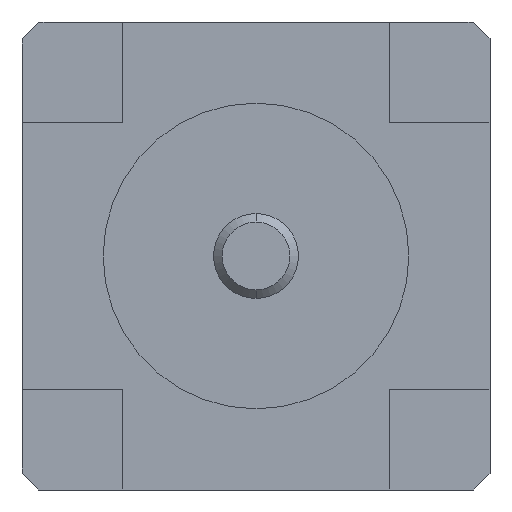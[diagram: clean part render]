
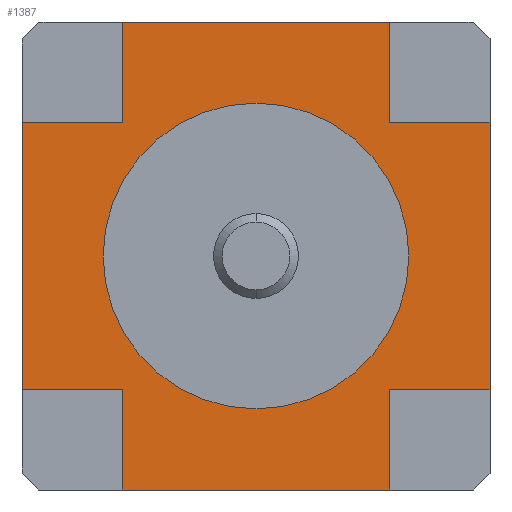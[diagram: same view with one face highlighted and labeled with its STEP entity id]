
A CAD part, front view. The second image highlights one B-rep face of the part: STEP entity #1387.
In plain terms, the highlighted planar face has unit normal (0, -1, 0).
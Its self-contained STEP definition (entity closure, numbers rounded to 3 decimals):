
#24 = ORIENTED_EDGE ( 'NONE', *, *, #311, .T. ) ;
#74 = CARTESIAN_POINT ( 'NONE',  ( 2., 1., 2. ) ) ;
#294 = VERTEX_POINT ( 'NONE', #3393 ) ;
#298 = ORIENTED_EDGE ( 'NONE', *, *, #1840, .T. ) ;
#311 = EDGE_CURVE ( 'NONE', #3019, #2011, #3160, .T. ) ;
#359 = DIRECTION ( 'NONE',  ( 0., 0., -1. ) ) ;
#383 = ORIENTED_EDGE ( 'NONE', *, *, #2552, .T. ) ;
#416 = VECTOR ( 'NONE', #2097, 1000. ) ;
#440 = EDGE_CURVE ( 'NONE', #587, #3019, #2234, .T. ) ;
#453 = LINE ( 'NONE', #1034, #2435 ) ;
#532 = EDGE_CURVE ( 'NONE', #294, #1586, #865, .T. ) ;
#547 = CARTESIAN_POINT ( 'NONE',  ( 2., 1., 3.5 ) ) ;
#570 = VERTEX_POINT ( 'NONE', #1903 ) ;
#587 = VERTEX_POINT ( 'NONE', #547 ) ;
#663 = DIRECTION ( 'NONE',  ( 0., 0., -1. ) ) ;
#664 = ORIENTED_EDGE ( 'NONE', *, *, #440, .T. ) ;
#670 = DIRECTION ( 'NONE',  ( 1., 0., 0. ) ) ;
#733 = VERTEX_POINT ( 'NONE', #3063 ) ;
#759 = AXIS2_PLACEMENT_3D ( 'NONE', #1606, #3233, #1112 ) ;
#781 = CARTESIAN_POINT ( 'NONE',  ( 2., 1., 2. ) ) ;
#862 = CARTESIAN_POINT ( 'NONE',  ( 0., 1., 2.286 ) ) ;
#865 = LINE ( 'NONE', #1871, #3140 ) ;
#868 = VERTEX_POINT ( 'NONE', #781 ) ;
#910 = DIRECTION ( 'NONE',  ( -1., 0., 0. ) ) ;
#926 = FACE_OUTER_BOUND ( 'NONE', #2437, .T. ) ;
#933 = DIRECTION ( 'NONE',  ( 0., -1., 0. ) ) ;
#945 = CARTESIAN_POINT ( 'NONE',  ( 3.5, 1., -2. ) ) ;
#981 = EDGE_CURVE ( 'NONE', #570, #3058, #2301, .T. ) ;
#989 = EDGE_LOOP ( 'NONE', ( #2134, #2059 ) ) ;
#1034 = CARTESIAN_POINT ( 'NONE',  ( 2., 1., -2. ) ) ;
#1037 = LINE ( 'NONE', #1732, #3110 ) ;
#1053 = DIRECTION ( 'NONE',  ( -1., 0., 0. ) ) ;
#1063 = ORIENTED_EDGE ( 'NONE', *, *, #2200, .T. ) ;
#1080 = LINE ( 'NONE', #74, #2649 ) ;
#1112 = DIRECTION ( 'NONE',  ( 0., 0., -1. ) ) ;
#1115 = LINE ( 'NONE', #1785, #416 ) ;
#1195 = EDGE_CURVE ( 'NONE', #1771, #1581, #1037, .T. ) ;
#1235 = VECTOR ( 'NONE', #910, 1000. ) ;
#1312 = VECTOR ( 'NONE', #670, 1000. ) ;
#1366 = EDGE_CURVE ( 'NONE', #733, #3306, #3191, .T. ) ;
#1381 = CARTESIAN_POINT ( 'NONE',  ( -2., 1., 2. ) ) ;
#1387 = ADVANCED_FACE ( 'NONE', ( #1681, #926 ), #2245, .T. ) ;
#1424 = DIRECTION ( 'NONE',  ( 0., -1., 0. ) ) ;
#1466 = ORIENTED_EDGE ( 'NONE', *, *, #1195, .T. ) ;
#1468 = CARTESIAN_POINT ( 'NONE',  ( 2., 1., -2. ) ) ;
#1491 = DIRECTION ( 'NONE',  ( 0., 0., 1. ) ) ;
#1500 = CARTESIAN_POINT ( 'NONE',  ( 3.5, 1., 2. ) ) ;
#1517 = CARTESIAN_POINT ( 'NONE',  ( -2., 1., -2. ) ) ;
#1538 = CARTESIAN_POINT ( 'NONE',  ( -2., 1., 3.5 ) ) ;
#1580 = CARTESIAN_POINT ( 'NONE',  ( -3.5, 1., -2. ) ) ;
#1581 = VERTEX_POINT ( 'NONE', #1500 ) ;
#1586 = VERTEX_POINT ( 'NONE', #2042 ) ;
#1606 = CARTESIAN_POINT ( 'NONE',  ( 0., 1., 0. ) ) ;
#1627 = DIRECTION ( 'NONE',  ( -1., 0., 0. ) ) ;
#1681 = FACE_BOUND ( 'NONE', #989, .T. ) ;
#1691 = EDGE_CURVE ( 'NONE', #3200, #2500, #453, .T. ) ;
#1712 = ORIENTED_EDGE ( 'NONE', *, *, #981, .T. ) ;
#1720 = LINE ( 'NONE', #2231, #1312 ) ;
#1732 = CARTESIAN_POINT ( 'NONE',  ( 3.5, 1., 2. ) ) ;
#1771 = VERTEX_POINT ( 'NONE', #945 ) ;
#1785 = CARTESIAN_POINT ( 'NONE',  ( 2., 1., -2. ) ) ;
#1821 = DIRECTION ( 'NONE',  ( 0., 0., -1. ) ) ;
#1840 = EDGE_CURVE ( 'NONE', #868, #587, #3070, .T. ) ;
#1871 = CARTESIAN_POINT ( 'NONE',  ( -2., 1., -2. ) ) ;
#1903 = CARTESIAN_POINT ( 'NONE',  ( -3.5, 1., 2. ) ) ;
#1934 = VECTOR ( 'NONE', #3101, 1000. ) ;
#2011 = VERTEX_POINT ( 'NONE', #2180 ) ;
#2042 = CARTESIAN_POINT ( 'NONE',  ( -2., 1., -3.5 ) ) ;
#2059 = ORIENTED_EDGE ( 'NONE', *, *, #3259, .F. ) ;
#2097 = DIRECTION ( 'NONE',  ( 1., 0., 0. ) ) ;
#2119 = DIRECTION ( 'NONE',  ( 0., 0., -1. ) ) ;
#2134 = ORIENTED_EDGE ( 'NONE', *, *, #1366, .F. ) ;
#2180 = CARTESIAN_POINT ( 'NONE',  ( -2., 1., 2. ) ) ;
#2200 = EDGE_CURVE ( 'NONE', #1586, #3200, #1720, .T. ) ;
#2230 = ORIENTED_EDGE ( 'NONE', *, *, #2818, .T. ) ;
#2231 = CARTESIAN_POINT ( 'NONE',  ( -2., 1., -3.5 ) ) ;
#2234 = LINE ( 'NONE', #1538, #3125 ) ;
#2245 = PLANE ( 'NONE',  #3045 ) ;
#2301 = LINE ( 'NONE', #2739, #2575 ) ;
#2383 = LINE ( 'NONE', #1517, #1934 ) ;
#2391 = ORIENTED_EDGE ( 'NONE', *, *, #3287, .T. ) ;
#2435 = VECTOR ( 'NONE', #3123, 1000. ) ;
#2437 = EDGE_LOOP ( 'NONE', ( #3266, #2927, #1063, #3157, #383, #1466, #2391, #298, #664, #24, #2230, #1712 ) ) ;
#2496 = VECTOR ( 'NONE', #1821, 1000. ) ;
#2500 = VERTEX_POINT ( 'NONE', #1468 ) ;
#2508 = CARTESIAN_POINT ( 'NONE',  ( 0., 1., 0. ) ) ;
#2552 = EDGE_CURVE ( 'NONE', #2500, #1771, #1115, .T. ) ;
#2556 = DIRECTION ( 'NONE',  ( 0., 0., 1. ) ) ;
#2569 = LINE ( 'NONE', #1381, #1235 ) ;
#2575 = VECTOR ( 'NONE', #359, 1000. ) ;
#2625 = CARTESIAN_POINT ( 'NONE',  ( 2., 1., -3.5 ) ) ;
#2644 = CARTESIAN_POINT ( 'NONE',  ( -2., 1., 2. ) ) ;
#2649 = VECTOR ( 'NONE', #1627, 1000. ) ;
#2738 = VECTOR ( 'NONE', #2556, 1000. ) ;
#2739 = CARTESIAN_POINT ( 'NONE',  ( -3.5, 1., 2. ) ) ;
#2789 = DIRECTION ( 'NONE',  ( 0., 0., -1. ) ) ;
#2818 = EDGE_CURVE ( 'NONE', #2011, #570, #2569, .T. ) ;
#2830 = CARTESIAN_POINT ( 'NONE',  ( -2., 1., 3.5 ) ) ;
#2927 = ORIENTED_EDGE ( 'NONE', *, *, #532, .T. ) ;
#2967 = EDGE_CURVE ( 'NONE', #3058, #294, #2383, .T. ) ;
#3000 = CARTESIAN_POINT ( 'NONE',  ( 0., 1., 0. ) ) ;
#3005 = AXIS2_PLACEMENT_3D ( 'NONE', #2508, #1424, #663 ) ;
#3019 = VERTEX_POINT ( 'NONE', #2830 ) ;
#3035 = CIRCLE ( 'NONE', #759, 2.286 ) ;
#3045 = AXIS2_PLACEMENT_3D ( 'NONE', #3000, #933, #2789 ) ;
#3058 = VERTEX_POINT ( 'NONE', #1580 ) ;
#3063 = CARTESIAN_POINT ( 'NONE',  ( 0., 1., -2.286 ) ) ;
#3070 = LINE ( 'NONE', #3323, #2738 ) ;
#3101 = DIRECTION ( 'NONE',  ( 1., 0., 0. ) ) ;
#3110 = VECTOR ( 'NONE', #1491, 1000. ) ;
#3123 = DIRECTION ( 'NONE',  ( 0., 0., 1. ) ) ;
#3125 = VECTOR ( 'NONE', #1053, 1000. ) ;
#3140 = VECTOR ( 'NONE', #2119, 1000. ) ;
#3157 = ORIENTED_EDGE ( 'NONE', *, *, #1691, .T. ) ;
#3160 = LINE ( 'NONE', #2644, #2496 ) ;
#3191 = CIRCLE ( 'NONE', #3005, 2.286 ) ;
#3200 = VERTEX_POINT ( 'NONE', #2625 ) ;
#3233 = DIRECTION ( 'NONE',  ( 0., -1., 0. ) ) ;
#3259 = EDGE_CURVE ( 'NONE', #3306, #733, #3035, .T. ) ;
#3266 = ORIENTED_EDGE ( 'NONE', *, *, #2967, .T. ) ;
#3287 = EDGE_CURVE ( 'NONE', #1581, #868, #1080, .T. ) ;
#3306 = VERTEX_POINT ( 'NONE', #862 ) ;
#3323 = CARTESIAN_POINT ( 'NONE',  ( 2., 1., 2. ) ) ;
#3393 = CARTESIAN_POINT ( 'NONE',  ( -2., 1., -2. ) ) ;
